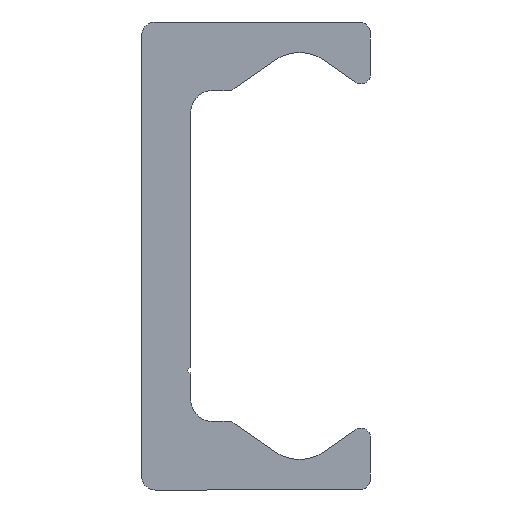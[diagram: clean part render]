
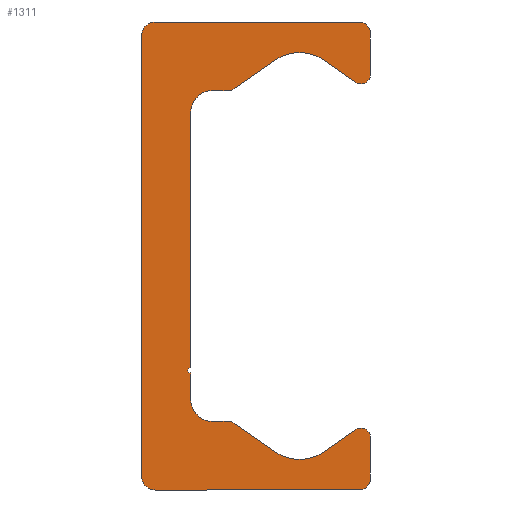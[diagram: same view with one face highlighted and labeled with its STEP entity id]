
A CAD part, left-side view. The second image highlights one B-rep face of the part: STEP entity #1311.
In plain terms, the highlighted planar face has unit normal (-1, 0, 0).
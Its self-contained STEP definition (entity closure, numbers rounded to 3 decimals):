
#420=CARTESIAN_POINT('',(0.0,9.25,-21.5));
#421=VERTEX_POINT('',#420);
#428=CARTESIAN_POINT('',(0.0,10.5,-20.25));
#429=VERTEX_POINT('',#428);
#430=CARTESIAN_POINT('',(0.0,9.25,-20.25));
#431=DIRECTION('',(1.0,0.0,0.0));
#432=DIRECTION('',(0.0,0.0,-1.0));
#433=AXIS2_PLACEMENT_3D('',#430,#431,#432);
#434=CIRCLE('',#433,1.25);
#435=EDGE_CURVE('',#421,#429,#434,.T.);
#459=CARTESIAN_POINT('',(0.0,-9.5,-21.5));
#460=VERTEX_POINT('',#459);
#467=CARTESIAN_POINT('',(0.0,-9.5,-21.5));
#468=DIRECTION('',(0.0,1.0,0.0));
#469=VECTOR('',#468,18.75);
#470=LINE('',#467,#469);
#471=EDGE_CURVE('',#460,#421,#470,.T.);
#491=CARTESIAN_POINT('',(0.0,-10.5,-20.5));
#492=VERTEX_POINT('',#491);
#499=CARTESIAN_POINT('',(0.0,-9.5,-20.5));
#500=DIRECTION('',(1.0,0.0,0.0));
#501=DIRECTION('',(0.0,-1.0,0.0));
#502=AXIS2_PLACEMENT_3D('',#499,#500,#501);
#503=CIRCLE('',#502,1.0);
#504=EDGE_CURVE('',#492,#460,#503,.T.);
#523=CARTESIAN_POINT('',(0.0,-10.5,-16.65));
#524=VERTEX_POINT('',#523);
#531=CARTESIAN_POINT('',(0.0,-10.5,-16.65));
#532=DIRECTION('',(0.0,0.0,-1.0));
#533=VECTOR('',#532,3.85);
#534=LINE('',#531,#533);
#535=EDGE_CURVE('',#524,#492,#534,.T.);
#555=CARTESIAN_POINT('',(0.0,-9.162,-15.954));
#556=VERTEX_POINT('',#555);
#563=CARTESIAN_POINT('',(0.0,-9.65,-16.65));
#564=DIRECTION('',(1.0,0.0,0.0));
#565=DIRECTION('',(0.0,0.574,0.819));
#566=AXIS2_PLACEMENT_3D('',#563,#564,#565);
#567=CIRCLE('',#566,0.85);
#568=EDGE_CURVE('',#556,#524,#567,.T.);
#587=CARTESIAN_POINT('',(0.0,-6.294,-17.962));
#588=VERTEX_POINT('',#587);
#595=CARTESIAN_POINT('',(0.0,-6.294,-17.962));
#596=DIRECTION('',(0.0,-0.819,0.574));
#597=VECTOR('',#596,3.501);
#598=LINE('',#595,#597);
#599=EDGE_CURVE('',#588,#556,#598,.T.);
#619=CARTESIAN_POINT('',(0.0,-1.706,-17.962));
#620=VERTEX_POINT('',#619);
#627=CARTESIAN_POINT('',(0.0,-4.,-14.685));
#628=DIRECTION('',(-1.0,0.0,0.0));
#629=DIRECTION('',(0.0,0.574,0.819));
#630=AXIS2_PLACEMENT_3D('',#627,#628,#629);
#631=CIRCLE('',#630,4.0);
#632=EDGE_CURVE('',#620,#588,#631,.T.);
#651=CARTESIAN_POINT('',(0.0,1.981,-15.381));
#652=VERTEX_POINT('',#651);
#659=CARTESIAN_POINT('',(0.0,1.981,-15.381));
#660=DIRECTION('',(0.0,-0.819,-0.574));
#661=VECTOR('',#660,4.5);
#662=LINE('',#659,#661);
#663=EDGE_CURVE('',#652,#620,#662,.T.);
#683=CARTESIAN_POINT('',(0.0,2.554,-15.2));
#684=VERTEX_POINT('',#683);
#691=CARTESIAN_POINT('',(0.0,2.554,-16.2));
#692=DIRECTION('',(1.0,0.0,0.0));
#693=DIRECTION('',(0.0,0.0,1.0));
#694=AXIS2_PLACEMENT_3D('',#691,#692,#693);
#695=CIRCLE('',#694,1.);
#696=EDGE_CURVE('',#684,#652,#695,.T.);
#715=CARTESIAN_POINT('',(0.0,4.0,-15.2));
#716=VERTEX_POINT('',#715);
#723=CARTESIAN_POINT('',(0.0,4.0,-15.2));
#724=DIRECTION('',(0.0,-1.0,0.0));
#725=VECTOR('',#724,1.446);
#726=LINE('',#723,#725);
#727=EDGE_CURVE('',#716,#684,#726,.T.);
#747=CARTESIAN_POINT('',(0.0,6.,-13.2));
#748=VERTEX_POINT('',#747);
#755=CARTESIAN_POINT('',(0.0,4.,-13.2));
#756=DIRECTION('',(-1.0,0.0,0.0));
#757=DIRECTION('',(0.0,0.0,1.0));
#758=AXIS2_PLACEMENT_3D('',#755,#756,#757);
#759=CIRCLE('',#758,2.0);
#760=EDGE_CURVE('',#748,#716,#759,.T.);
#779=CARTESIAN_POINT('',(0.0,6.,-10.75));
#780=VERTEX_POINT('',#779);
#787=CARTESIAN_POINT('',(0.0,6.,-10.75));
#788=DIRECTION('',(0.0,0.0,-1.0));
#789=VECTOR('',#788,2.45);
#790=LINE('',#787,#789);
#791=EDGE_CURVE('',#780,#748,#790,.T.);
#811=CARTESIAN_POINT('',(0.0,6.,-10.25));
#812=VERTEX_POINT('',#811);
#819=CARTESIAN_POINT('',(0.0,6.,-10.5));
#820=DIRECTION('',(-1.0,0.0,0.0));
#821=DIRECTION('',(0.0,0.0,1.0));
#822=AXIS2_PLACEMENT_3D('',#819,#820,#821);
#823=CIRCLE('',#822,0.25);
#824=EDGE_CURVE('',#812,#780,#823,.T.);
#843=CARTESIAN_POINT('',(0.0,6.,13.2));
#844=VERTEX_POINT('',#843);
#851=CARTESIAN_POINT('',(0.0,6.,13.2));
#852=DIRECTION('',(0.0,0.0,-1.0));
#853=VECTOR('',#852,23.45);
#854=LINE('',#851,#853);
#855=EDGE_CURVE('',#844,#812,#854,.T.);
#896=CARTESIAN_POINT('',(0.0,4.0,15.2));
#897=VERTEX_POINT('',#896);
#904=CARTESIAN_POINT('',(0.0,4.,13.2));
#905=DIRECTION('',(-1.0,0.0,0.0));
#906=DIRECTION('',(0.0,-1.0,0.0));
#907=AXIS2_PLACEMENT_3D('',#904,#905,#906);
#908=CIRCLE('',#907,2.0);
#909=EDGE_CURVE('',#897,#844,#908,.T.);
#928=CARTESIAN_POINT('',(0.0,2.554,15.2));
#929=VERTEX_POINT('',#928);
#936=CARTESIAN_POINT('',(0.0,2.554,15.2));
#937=DIRECTION('',(0.0,1.0,0.0));
#938=VECTOR('',#937,1.446);
#939=LINE('',#936,#938);
#940=EDGE_CURVE('',#929,#897,#939,.T.);
#960=CARTESIAN_POINT('',(0.0,1.981,15.381));
#961=VERTEX_POINT('',#960);
#968=CARTESIAN_POINT('',(0.0,2.554,16.2));
#969=DIRECTION('',(1.0,0.0,0.0));
#970=DIRECTION('',(0.0,-0.574,-0.819));
#971=AXIS2_PLACEMENT_3D('',#968,#969,#970);
#972=CIRCLE('',#971,1.);
#973=EDGE_CURVE('',#961,#929,#972,.T.);
#992=CARTESIAN_POINT('',(0.0,-1.706,17.962));
#993=VERTEX_POINT('',#992);
#1000=CARTESIAN_POINT('',(0.0,-1.706,17.962));
#1001=DIRECTION('',(0.0,0.819,-0.574));
#1002=VECTOR('',#1001,4.5);
#1003=LINE('',#1000,#1002);
#1004=EDGE_CURVE('',#993,#961,#1003,.T.);
#1024=CARTESIAN_POINT('',(0.0,-6.294,17.962));
#1025=VERTEX_POINT('',#1024);
#1032=CARTESIAN_POINT('',(0.0,-4.,14.685));
#1033=DIRECTION('',(-1.0,0.0,0.0));
#1034=DIRECTION('',(0.0,-0.574,-0.819));
#1035=AXIS2_PLACEMENT_3D('',#1032,#1033,#1034);
#1036=CIRCLE('',#1035,4.0);
#1037=EDGE_CURVE('',#1025,#993,#1036,.T.);
#1056=CARTESIAN_POINT('',(0.0,-9.162,15.954));
#1057=VERTEX_POINT('',#1056);
#1064=CARTESIAN_POINT('',(0.0,-9.162,15.954));
#1065=DIRECTION('',(0.0,0.819,0.574));
#1066=VECTOR('',#1065,3.501);
#1067=LINE('',#1064,#1066);
#1068=EDGE_CURVE('',#1057,#1025,#1067,.T.);
#1088=CARTESIAN_POINT('',(0.0,-10.5,16.65));
#1089=VERTEX_POINT('',#1088);
#1096=CARTESIAN_POINT('',(0.0,-9.65,16.65));
#1097=DIRECTION('',(1.0,0.0,0.0));
#1098=DIRECTION('',(0.0,-1.0,0.0));
#1099=AXIS2_PLACEMENT_3D('',#1096,#1097,#1098);
#1100=CIRCLE('',#1099,0.85);
#1101=EDGE_CURVE('',#1089,#1057,#1100,.T.);
#1120=CARTESIAN_POINT('',(0.0,-10.5,20.5));
#1121=VERTEX_POINT('',#1120);
#1128=CARTESIAN_POINT('',(0.0,-10.5,20.5));
#1129=DIRECTION('',(0.0,0.0,-1.0));
#1130=VECTOR('',#1129,3.85);
#1131=LINE('',#1128,#1130);
#1132=EDGE_CURVE('',#1121,#1089,#1131,.T.);
#1152=CARTESIAN_POINT('',(0.0,-9.5,21.5));
#1153=VERTEX_POINT('',#1152);
#1160=CARTESIAN_POINT('',(0.0,-9.5,20.5));
#1161=DIRECTION('',(1.0,0.0,0.0));
#1162=DIRECTION('',(0.0,0.0,1.0));
#1163=AXIS2_PLACEMENT_3D('',#1160,#1161,#1162);
#1164=CIRCLE('',#1163,1.0);
#1165=EDGE_CURVE('',#1153,#1121,#1164,.T.);
#1184=CARTESIAN_POINT('',(0.0,9.25,21.5));
#1185=VERTEX_POINT('',#1184);
#1192=CARTESIAN_POINT('',(0.0,9.25,21.5));
#1193=DIRECTION('',(0.0,-1.0,0.0));
#1194=VECTOR('',#1193,18.75);
#1195=LINE('',#1192,#1194);
#1196=EDGE_CURVE('',#1185,#1153,#1195,.T.);
#1216=CARTESIAN_POINT('',(0.0,10.5,20.25));
#1217=VERTEX_POINT('',#1216);
#1224=CARTESIAN_POINT('',(0.0,9.25,20.25));
#1225=DIRECTION('',(1.0,0.0,0.0));
#1226=DIRECTION('',(0.0,1.0,0.0));
#1227=AXIS2_PLACEMENT_3D('',#1224,#1225,#1226);
#1228=CIRCLE('',#1227,1.25);
#1229=EDGE_CURVE('',#1217,#1185,#1228,.T.);
#1247=CARTESIAN_POINT('',(0.0,10.5,-20.25));
#1248=DIRECTION('',(0.0,0.0,1.0));
#1249=VECTOR('',#1248,40.5);
#1250=LINE('',#1247,#1249);
#1251=EDGE_CURVE('',#429,#1217,#1250,.T.);
#1278=CARTESIAN_POINT('',(0.0,2.66,-0.019));
#1279=DIRECTION('',(1.0,0.0,0.0));
#1280=DIRECTION('',(0.0,0.0,-1.0));
#1281=AXIS2_PLACEMENT_3D('',#1278,#1279,#1280);
#1282=PLANE('',#1281);
#1283=ORIENTED_EDGE('',*,*,#1251,.F.);
#1284=ORIENTED_EDGE('',*,*,#435,.F.);
#1285=ORIENTED_EDGE('',*,*,#471,.F.);
#1286=ORIENTED_EDGE('',*,*,#504,.F.);
#1287=ORIENTED_EDGE('',*,*,#535,.F.);
#1288=ORIENTED_EDGE('',*,*,#568,.F.);
#1289=ORIENTED_EDGE('',*,*,#599,.F.);
#1290=ORIENTED_EDGE('',*,*,#632,.F.);
#1291=ORIENTED_EDGE('',*,*,#663,.F.);
#1292=ORIENTED_EDGE('',*,*,#696,.F.);
#1293=ORIENTED_EDGE('',*,*,#727,.F.);
#1294=ORIENTED_EDGE('',*,*,#760,.F.);
#1295=ORIENTED_EDGE('',*,*,#791,.F.);
#1296=ORIENTED_EDGE('',*,*,#824,.F.);
#1297=ORIENTED_EDGE('',*,*,#855,.F.);
#1298=ORIENTED_EDGE('',*,*,#909,.F.);
#1299=ORIENTED_EDGE('',*,*,#940,.F.);
#1300=ORIENTED_EDGE('',*,*,#973,.F.);
#1301=ORIENTED_EDGE('',*,*,#1004,.F.);
#1302=ORIENTED_EDGE('',*,*,#1037,.F.);
#1303=ORIENTED_EDGE('',*,*,#1068,.F.);
#1304=ORIENTED_EDGE('',*,*,#1101,.F.);
#1305=ORIENTED_EDGE('',*,*,#1132,.F.);
#1306=ORIENTED_EDGE('',*,*,#1165,.F.);
#1307=ORIENTED_EDGE('',*,*,#1196,.F.);
#1308=ORIENTED_EDGE('',*,*,#1229,.F.);
#1309=EDGE_LOOP('',(#1283,#1284,#1285,#1286,#1287,#1288,#1289,#1290,#1291,#1292,#1293,#1294,#1295,#1296,#1297,#1298,#1299,#1300,#1301,#1302,#1303,#1304,#1305,#1306,#1307,#1308));
#1310=FACE_OUTER_BOUND('',#1309,.T.);
#1311=ADVANCED_FACE('',(#1310),#1282,.F.);
